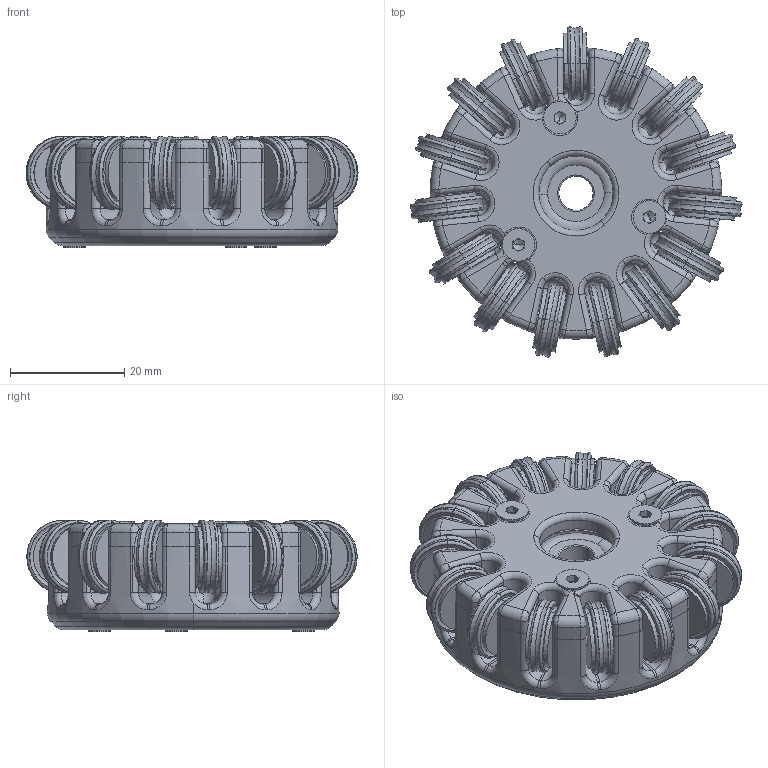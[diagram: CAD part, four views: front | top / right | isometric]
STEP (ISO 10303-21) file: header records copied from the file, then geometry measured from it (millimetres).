
FILE_DESCRIPTION (( 'STEP AP203' ), '1' );
FILE_NAME ('The Wheel Assem.STEP', '2018-06-11T01:33:05', ( '' ), ( '' ), 'SwSTEP 2.0', 'SolidWorks 2016', '' );
FILE_SCHEMA (( 'CONFIG_CONTROL_DESIGN' ));
Length unit declared in the file: millimetre
Products named in the file (12): subwheel; countersunk flat head cross recess screw_din_DIN EN ISO 7046-1 - M2 x 8 - Z - 8S; socket countersunk head screw_din_DIN 7991 - M3 x 16 --- 12.8N; The Wheel Assem; hex nut style 1 gradeab_din_Hexagon Nut ISO 4032 - M3 - D - N; 2.5mm pin; wheel main; radial ball bearing_68_am_AFBMA 20.1 - 82-6 - 8,SI,NC,8_68; wheel  s cover; internal spur gear_amme_Metric - Internal spur gear 0.5M 72T 20PA 4FW ---S72S45OD 1AF; Assem subwheel; 90025k368
Assembly tree (46 placements, depth 3):
  The Wheel Assem
    wheel main
    wheel  s cover
    Assem subwheel  x15
      subwheel
      90025k368
    radial ball bearing_68_am_AFBMA 20.1 - 82-6 - 8,SI,NC,8_68  x2
    hex nut style 1 gradeab_din_Hexagon Nut ISO 4032 - M3 - D - N  x3
    internal spur gear_amme_Metric - Internal spur gear 0.5M 72T 20PA 4FW ---S72S45OD 1AF
    2.5mm pin  x15
    socket countersunk head screw_din_DIN 7991 - M3 x 16 --- 12.8N  x3
    countersunk flat head cross recess screw_din_DIN EN ISO 7046-1 - M2 x 8 - Z - 8S  x3
Bounding box: 58.07 x 57.81 x 19.56 mm (x, y, z)
Volume: 28858.3 mm3; surface area: 31585.7 mm2
Topology: 59 solids, 59 shells, 2576 faces, 6286 edges, 3882 vertices
Faces by surface type: cylinder 1064, plane 646, torus 489, cone 317, bspline 60
Entity records: 50613 total; most frequent: CARTESIAN_POINT 11892, DIRECTION 8194, ORIENTED_EDGE 7596, EDGE_CURVE 3798, AXIS2_PLACEMENT_3D 3184, VERTEX_POINT 2416, LINE 1826, VECTOR 1826
